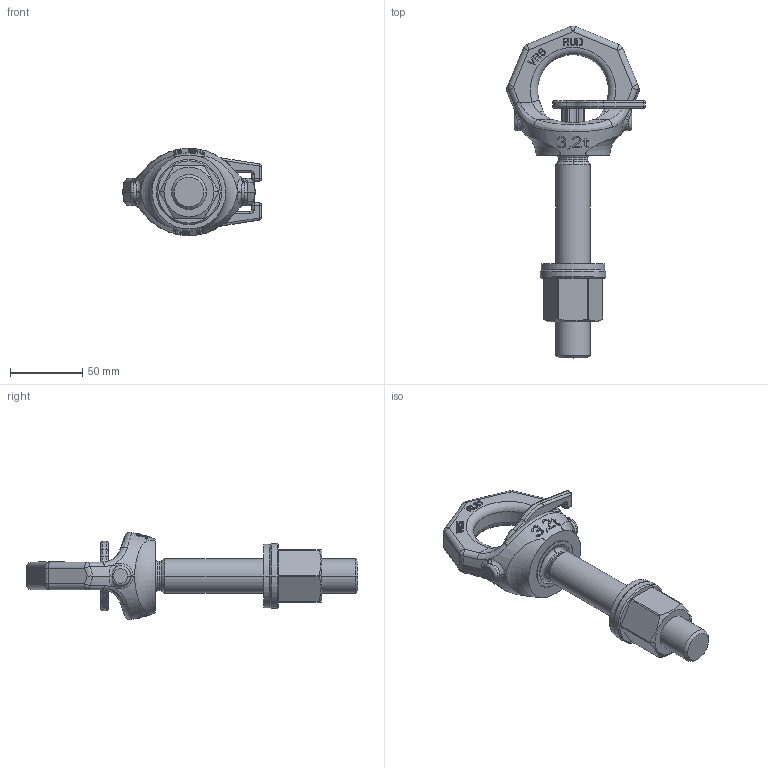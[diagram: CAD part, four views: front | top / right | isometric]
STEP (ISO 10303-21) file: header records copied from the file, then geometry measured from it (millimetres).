
FILE_DESCRIPTION((''),'2;1');
FILE_NAME('001-M33721-P-5_ASM','2016-02-03T',('Andreas.Wendler'),(''),'PRO/ENGINEER BY PARAMETRIC TECHNOLOGY CORPORATION, 2010140','PRO/ENGINEER BY PARAMETRIC TECHNOLOGY CORPORATION, 2010140','');
FILE_SCHEMA(('CONFIG_CONTROL_DESIGN'));
Length unit declared in the file: millimetre
Products named in the file (6): 001-M35309-P-1; 001-M35106-P-2; 001-M33194-P-1; 001-M31328-V06; 001-M31603-V24; 001-M33721-P-5_ASM
Assembly tree (5 placements, depth 2):
  001-M33721-P-5_ASM
    001-M35309-P-1
    001-M35106-P-2
    001-M33194-P-1
    001-M31328-V06
    001-M31603-V24
Bounding box: 95.86 x 229.52 x 60.45 mm (x, y, z)
Volume: 219382.8 mm3; surface area: 54308.9 mm2
Topology: 5 solids, 5 shells, 793 faces, 2119 edges, 1362 vertices
Faces by surface type: plane 566, cylinder 91, bspline 68, torus 32, cone 20, sphere 16
Entity records: 28812 total; most frequent: CARTESIAN_POINT 10089, ORIENTED_EDGE 4238, DIRECTION 3291, EDGE_CURVE 2119, VERTEX_POINT 1362, VECTOR 1267, LINE 1267, AXIS2_PLACEMENT_3D 1012
